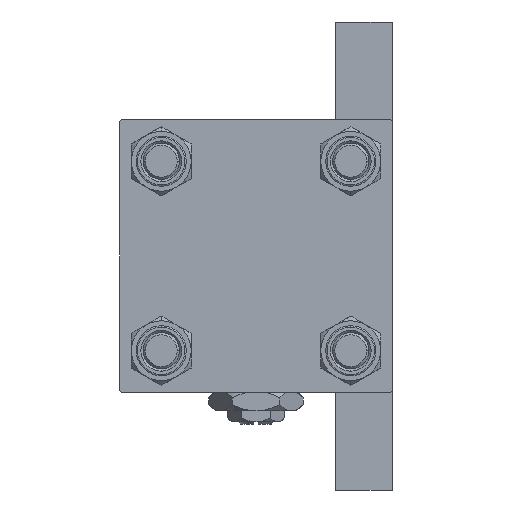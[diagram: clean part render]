
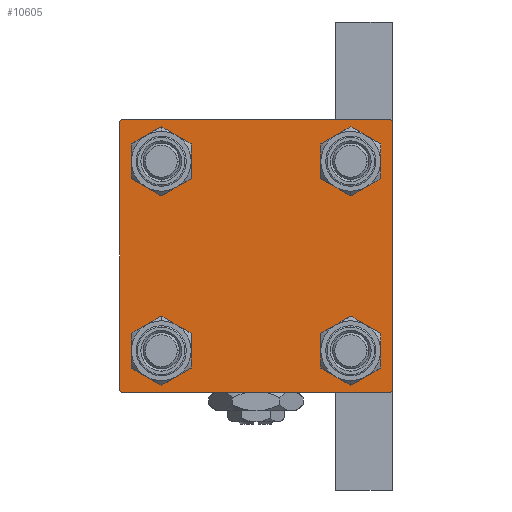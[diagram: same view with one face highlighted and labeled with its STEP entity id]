
A CAD part, left-side view. The second image highlights one B-rep face of the part: STEP entity #10605.
In plain terms, the highlighted planar face has unit normal (-1, 0, 0).
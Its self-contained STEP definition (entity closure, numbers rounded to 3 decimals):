
#71 = DIRECTION ( 'NONE',  ( 0., 0., -1. ) ) ;
#455 = ORIENTED_EDGE ( 'NONE', *, *, #27756, .T. ) ;
#1186 = ORIENTED_EDGE ( 'NONE', *, *, #28172, .T. ) ;
#1370 = VECTOR ( 'NONE', #22176, 1000. ) ;
#1375 = CARTESIAN_POINT ( 'NONE',  ( 0., 29.5, -30. ) ) ;
#1473 = VECTOR ( 'NONE', #31231, 1000. ) ;
#1732 = CARTESIAN_POINT ( 'NONE',  ( 0., 20.85, -16.35 ) ) ;
#2003 = VERTEX_POINT ( 'NONE', #1732 ) ;
#2406 = DIRECTION ( 'NONE',  ( 1., 0., 0. ) ) ;
#2579 = EDGE_LOOP ( 'NONE', ( #24625, #42806 ) ) ;
#3000 = LINE ( 'NONE', #22770, #47028 ) ;
#3680 = DIRECTION ( 'NONE',  ( 1., 0., 0. ) ) ;
#3814 = ORIENTED_EDGE ( 'NONE', *, *, #48403, .T. ) ;
#3941 = CARTESIAN_POINT ( 'NONE',  ( 0., 20.85, -20.85 ) ) ;
#3975 = CARTESIAN_POINT ( 'NONE',  ( 0., 30., 30. ) ) ;
#4257 = AXIS2_PLACEMENT_3D ( 'NONE', #3941, #3680, #35660 ) ;
#4262 = DIRECTION ( 'NONE',  ( 1., 0., 0. ) ) ;
#4634 = AXIS2_PLACEMENT_3D ( 'NONE', #50499, #2406, #22682 ) ;
#5106 = AXIS2_PLACEMENT_3D ( 'NONE', #15017, #35292, #50888 ) ;
#6368 = LINE ( 'NONE', #22227, #18620 ) ;
#7738 = FACE_BOUND ( 'NONE', #2579, .T. ) ;
#8030 = VERTEX_POINT ( 'NONE', #24686 ) ;
#9297 = CARTESIAN_POINT ( 'NONE',  ( 0., -20.85, 20.85 ) ) ;
#9976 = LINE ( 'NONE', #30233, #1370 ) ;
#10605 = ADVANCED_FACE ( 'NONE', ( #7738, #11915, #43856, #19432, #35036 ), #27752, .T. ) ;
#11035 = ORIENTED_EDGE ( 'NONE', *, *, #16974, .T. ) ;
#11652 = CIRCLE ( 'NONE', #13324, 4.5 ) ;
#11915 = FACE_BOUND ( 'NONE', #17384, .T. ) ;
#12112 = CARTESIAN_POINT ( 'NONE',  ( 0., 30., 29.5 ) ) ;
#12549 = CARTESIAN_POINT ( 'NONE',  ( 0., -29.75, 29.75 ) ) ;
#12620 = CARTESIAN_POINT ( 'NONE',  ( 0., 30., -29.5 ) ) ;
#13324 = AXIS2_PLACEMENT_3D ( 'NONE', #39609, #4262, #47156 ) ;
#14169 = EDGE_LOOP ( 'NONE', ( #41348, #36004, #35465, #1186, #45610, #19225, #20200, #24290 ) ) ;
#14176 = DIRECTION ( 'NONE',  ( 0., -1., 0. ) ) ;
#14282 = CARTESIAN_POINT ( 'NONE',  ( 0., -20.85, 25.35 ) ) ;
#14331 = CARTESIAN_POINT ( 'NONE',  ( 0., -30., -29.5 ) ) ;
#14459 = VERTEX_POINT ( 'NONE', #14282 ) ;
#14752 = CARTESIAN_POINT ( 'NONE',  ( 0., -29.5, 30. ) ) ;
#14920 = CARTESIAN_POINT ( 'NONE',  ( 0., -30., 30. ) ) ;
#15017 = CARTESIAN_POINT ( 'NONE',  ( 0., 0., 0. ) ) ;
#15414 = CIRCLE ( 'NONE', #4634, 4.5 ) ;
#15511 = AXIS2_PLACEMENT_3D ( 'NONE', #30502, #21118, #36722 ) ;
#15886 = CARTESIAN_POINT ( 'NONE',  ( 0., -20.85, -20.85 ) ) ;
#15958 = LINE ( 'NONE', #14920, #41285 ) ;
#16104 = DIRECTION ( 'NONE',  ( 1., 0., 0. ) ) ;
#16684 = EDGE_CURVE ( 'NONE', #2003, #26133, #11652, .T. ) ;
#16960 = CARTESIAN_POINT ( 'NONE',  ( 0., -20.85, -25.35 ) ) ;
#16974 = EDGE_CURVE ( 'NONE', #24440, #19931, #46539, .T. ) ;
#17384 = EDGE_LOOP ( 'NONE', ( #46898, #3814 ) ) ;
#18120 = VERTEX_POINT ( 'NONE', #39548 ) ;
#18124 = EDGE_CURVE ( 'NONE', #26133, #2003, #26654, .T. ) ;
#18620 = VECTOR ( 'NONE', #14176, 1000. ) ;
#18827 = DIRECTION ( 'NONE',  ( 0., -0.707, 0.707 ) ) ;
#19128 = DIRECTION ( 'NONE',  ( 0., 0.707, -0.707 ) ) ;
#19225 = ORIENTED_EDGE ( 'NONE', *, *, #29494, .T. ) ;
#19432 = FACE_BOUND ( 'NONE', #27424, .T. ) ;
#19931 = VERTEX_POINT ( 'NONE', #38931 ) ;
#20200 = ORIENTED_EDGE ( 'NONE', *, *, #33160, .F. ) ;
#20293 = DIRECTION ( 'NONE',  ( 1., 0., 0. ) ) ;
#20938 = EDGE_CURVE ( 'NONE', #46012, #14459, #44915, .T. ) ;
#20985 = VERTEX_POINT ( 'NONE', #33463 ) ;
#21118 = DIRECTION ( 'NONE',  ( 1., 0., 0. ) ) ;
#21977 = CARTESIAN_POINT ( 'NONE',  ( 0., -20.85, 16.35 ) ) ;
#22176 = DIRECTION ( 'NONE',  ( 0., -0.707, -0.707 ) ) ;
#22227 = CARTESIAN_POINT ( 'NONE',  ( 0., 30., -30. ) ) ;
#22658 = DIRECTION ( 'NONE',  ( 1., 0., 0. ) ) ;
#22682 = DIRECTION ( 'NONE',  ( 0., 0., 1. ) ) ;
#22770 = CARTESIAN_POINT ( 'NONE',  ( 0., 29.75, 29.75 ) ) ;
#23631 = VERTEX_POINT ( 'NONE', #14752 ) ;
#23768 = LINE ( 'NONE', #50552, #35230 ) ;
#24290 = ORIENTED_EDGE ( 'NONE', *, *, #34128, .T. ) ;
#24311 = VERTEX_POINT ( 'NONE', #44693 ) ;
#24440 = VERTEX_POINT ( 'NONE', #35294 ) ;
#24625 = ORIENTED_EDGE ( 'NONE', *, *, #31292, .T. ) ;
#24686 = CARTESIAN_POINT ( 'NONE',  ( 0., 29.5, 30. ) ) ;
#24753 = VERTEX_POINT ( 'NONE', #12620 ) ;
#25808 = AXIS2_PLACEMENT_3D ( 'NONE', #26052, #22658, #46828 ) ;
#26052 = CARTESIAN_POINT ( 'NONE',  ( 0., 20.85, 20.85 ) ) ;
#26133 = VERTEX_POINT ( 'NONE', #28438 ) ;
#26654 = CIRCLE ( 'NONE', #4257, 4.5 ) ;
#27424 = EDGE_LOOP ( 'NONE', ( #455, #11035 ) ) ;
#27752 = PLANE ( 'NONE',  #5106 ) ;
#27756 = EDGE_CURVE ( 'NONE', #19931, #24440, #42659, .T. ) ;
#28172 = EDGE_CURVE ( 'NONE', #24311, #43060, #23768, .T. ) ;
#28438 = CARTESIAN_POINT ( 'NONE',  ( 0., 20.85, -25.35 ) ) ;
#28762 = VECTOR ( 'NONE', #28909, 1000. ) ;
#28909 = DIRECTION ( 'NONE',  ( 0., 0.707, 0.707 ) ) ;
#28930 = EDGE_CURVE ( 'NONE', #40536, #24311, #6368, .T. ) ;
#29494 = EDGE_CURVE ( 'NONE', #20985, #23631, #39825, .T. ) ;
#29546 = DIRECTION ( 'NONE',  ( 1., 0., 0. ) ) ;
#30211 = EDGE_CURVE ( 'NONE', #24753, #40536, #9976, .T. ) ;
#30233 = CARTESIAN_POINT ( 'NONE',  ( 0., 29.75, -29.75 ) ) ;
#30502 = CARTESIAN_POINT ( 'NONE',  ( 0., -20.85, 20.85 ) ) ;
#31177 = DIRECTION ( 'NONE',  ( 0., 0., 1. ) ) ;
#31231 = DIRECTION ( 'NONE',  ( 0., -1., 0. ) ) ;
#31269 = EDGE_CURVE ( 'NONE', #38779, #24753, #39584, .T. ) ;
#31292 = EDGE_CURVE ( 'NONE', #14459, #46012, #47908, .T. ) ;
#32036 = EDGE_CURVE ( 'NONE', #20985, #43060, #15958, .T. ) ;
#32466 = AXIS2_PLACEMENT_3D ( 'NONE', #9297, #29546, #37105 ) ;
#33160 = EDGE_CURVE ( 'NONE', #8030, #23631, #39275, .T. ) ;
#33463 = CARTESIAN_POINT ( 'NONE',  ( 0., -30., 29.5 ) ) ;
#34128 = EDGE_CURVE ( 'NONE', #8030, #38779, #3000, .T. ) ;
#35036 = FACE_OUTER_BOUND ( 'NONE', #14169, .T. ) ;
#35230 = VECTOR ( 'NONE', #18827, 1000. ) ;
#35292 = DIRECTION ( 'NONE',  ( -1., 0., 0. ) ) ;
#35294 = CARTESIAN_POINT ( 'NONE',  ( 0., 20.85, 16.35 ) ) ;
#35300 = AXIS2_PLACEMENT_3D ( 'NONE', #15886, #20293, #36152 ) ;
#35465 = ORIENTED_EDGE ( 'NONE', *, *, #28930, .T. ) ;
#35660 = DIRECTION ( 'NONE',  ( 0., 0., 1. ) ) ;
#35854 = CARTESIAN_POINT ( 'NONE',  ( 0., 20.85, 20.85 ) ) ;
#36004 = ORIENTED_EDGE ( 'NONE', *, *, #30211, .T. ) ;
#36152 = DIRECTION ( 'NONE',  ( 0., 0., 1. ) ) ;
#36722 = DIRECTION ( 'NONE',  ( 0., 0., 1. ) ) ;
#36910 = AXIS2_PLACEMENT_3D ( 'NONE', #35854, #16104, #31177 ) ;
#37105 = DIRECTION ( 'NONE',  ( 0., 0., 1. ) ) ;
#38626 = CIRCLE ( 'NONE', #35300, 4.5 ) ;
#38779 = VERTEX_POINT ( 'NONE', #12112 ) ;
#38931 = CARTESIAN_POINT ( 'NONE',  ( 0., 20.85, 25.35 ) ) ;
#39032 = VERTEX_POINT ( 'NONE', #16960 ) ;
#39275 = LINE ( 'NONE', #50985, #1473 ) ;
#39548 = CARTESIAN_POINT ( 'NONE',  ( 0., -20.85, -16.35 ) ) ;
#39584 = LINE ( 'NONE', #3975, #41255 ) ;
#39609 = CARTESIAN_POINT ( 'NONE',  ( 0., 20.85, -20.85 ) ) ;
#39825 = LINE ( 'NONE', #12549, #28762 ) ;
#40536 = VERTEX_POINT ( 'NONE', #1375 ) ;
#41255 = VECTOR ( 'NONE', #71, 1000. ) ;
#41285 = VECTOR ( 'NONE', #46625, 1000. ) ;
#41348 = ORIENTED_EDGE ( 'NONE', *, *, #31269, .T. ) ;
#42504 = EDGE_LOOP ( 'NONE', ( #45177, #43579 ) ) ;
#42659 = CIRCLE ( 'NONE', #36910, 4.5 ) ;
#42806 = ORIENTED_EDGE ( 'NONE', *, *, #20938, .T. ) ;
#43060 = VERTEX_POINT ( 'NONE', #14331 ) ;
#43579 = ORIENTED_EDGE ( 'NONE', *, *, #18124, .T. ) ;
#43856 = FACE_BOUND ( 'NONE', #42504, .T. ) ;
#44693 = CARTESIAN_POINT ( 'NONE',  ( 0., -29.5, -30. ) ) ;
#44915 = CIRCLE ( 'NONE', #32466, 4.5 ) ;
#45177 = ORIENTED_EDGE ( 'NONE', *, *, #16684, .T. ) ;
#45610 = ORIENTED_EDGE ( 'NONE', *, *, #32036, .F. ) ;
#46012 = VERTEX_POINT ( 'NONE', #21977 ) ;
#46539 = CIRCLE ( 'NONE', #25808, 4.5 ) ;
#46625 = DIRECTION ( 'NONE',  ( 0., 0., -1. ) ) ;
#46828 = DIRECTION ( 'NONE',  ( 0., 0., 1. ) ) ;
#46898 = ORIENTED_EDGE ( 'NONE', *, *, #51396, .T. ) ;
#47028 = VECTOR ( 'NONE', #19128, 1000. ) ;
#47156 = DIRECTION ( 'NONE',  ( 0., 0., 1. ) ) ;
#47908 = CIRCLE ( 'NONE', #15511, 4.5 ) ;
#48403 = EDGE_CURVE ( 'NONE', #39032, #18120, #15414, .T. ) ;
#50499 = CARTESIAN_POINT ( 'NONE',  ( 0., -20.85, -20.85 ) ) ;
#50552 = CARTESIAN_POINT ( 'NONE',  ( 0., -29.75, -29.75 ) ) ;
#50888 = DIRECTION ( 'NONE',  ( 0., 0., 1. ) ) ;
#50985 = CARTESIAN_POINT ( 'NONE',  ( 0., 30., 30. ) ) ;
#51396 = EDGE_CURVE ( 'NONE', #18120, #39032, #38626, .T. ) ;
